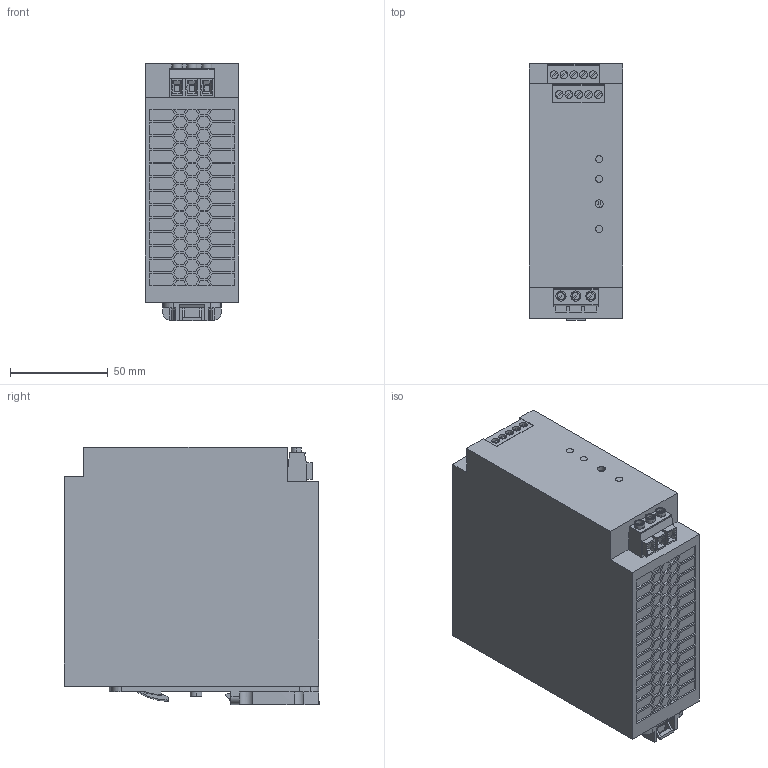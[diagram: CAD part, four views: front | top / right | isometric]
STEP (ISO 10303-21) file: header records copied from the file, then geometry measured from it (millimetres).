
FILE_DESCRIPTION(('Creo Elements/Direct Modeling STEP Export'),'2;1');
FILE_NAME('model.stp','2018-03-19T16:06:28',(''),(''),'Creo Elements/Direct Modeling STEP processor for AP214 (Solid Model)','Creo Elements/Direct Modeling 18.1I 14-Aug-2016 (C) Parametric Technology GmbH','');
FILE_SCHEMA(('AUTOMOTIVE_DESIGN { 1 0 10303 214 1 1 1 1 }'));
Length unit declared in the file: millimetre
Products named in the file (2): QUINT_PS_60_72DC_24DC_10_CO-select
Assembly tree (1 placements, depth 2):
  QUINT_PS_60_72DC_24DC_10_CO-select
    QUINT_PS_60_72DC_24DC_10_CO-select
Bounding box: 48 x 130.65 x 131.6 mm (x, y, z)
Volume: 752150.2 mm3; surface area: 63284.4 mm2
Topology: 1 solids, 1 shells, 1329 faces, 3451 edges, 2294 vertices
Faces by surface type: plane 1230, cylinder 95, bspline 4
Entity records: 50691 total; most frequent: CARTESIAN_POINT 7456, ORIENTED_EDGE 6902, DIRECTION 6186, EDGE_CURVE 3451, VECTOR 3190, LINE 3190, VERTEX_POINT 2294, EDGE_LOOP 1501
